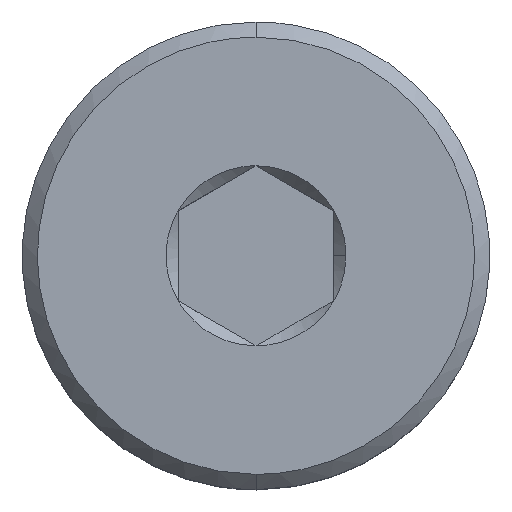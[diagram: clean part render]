
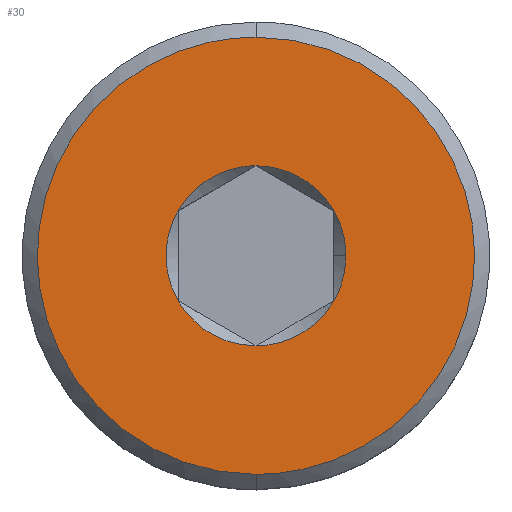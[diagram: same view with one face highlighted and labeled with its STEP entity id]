
A CAD part, top view. The second image highlights one B-rep face of the part: STEP entity #30.
In plain terms, the highlighted planar face has unit normal (0, 0, 1).
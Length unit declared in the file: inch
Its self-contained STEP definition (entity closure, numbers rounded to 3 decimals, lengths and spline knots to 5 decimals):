
#15=FACE_BOUND('',#103,.T.);
#30=ADVANCED_FACE('',(#66,#15),#454,.T.);
#66=FACE_OUTER_BOUND('',#102,.T.);
#102=EDGE_LOOP('',(#176,#177));
#103=EDGE_LOOP('',(#178,#179,#180,#181,#182,#183,#184));
#176=ORIENTED_EDGE('',*,*,#284,.F.);
#177=ORIENTED_EDGE('',*,*,#308,.F.);
#178=ORIENTED_EDGE('',*,*,#314,.T.);
#179=ORIENTED_EDGE('',*,*,#313,.T.);
#180=ORIENTED_EDGE('',*,*,#312,.T.);
#181=ORIENTED_EDGE('',*,*,#311,.T.);
#182=ORIENTED_EDGE('',*,*,#310,.T.);
#183=ORIENTED_EDGE('',*,*,#283,.T.);
#184=ORIENTED_EDGE('',*,*,#315,.T.);
#283=EDGE_CURVE('',#423,#424,#381,.T.);
#284=EDGE_CURVE('',#425,#426,#382,.T.);
#308=EDGE_CURVE('',#426,#425,#398,.T.);
#310=EDGE_CURVE('',#441,#423,#400,.T.);
#311=EDGE_CURVE('',#440,#441,#401,.T.);
#312=EDGE_CURVE('',#439,#440,#402,.T.);
#313=EDGE_CURVE('',#438,#439,#403,.T.);
#314=EDGE_CURVE('',#437,#438,#404,.T.);
#315=EDGE_CURVE('',#424,#437,#405,.T.);
#381=(
BOUNDED_CURVE()
B_SPLINE_CURVE(2,(#1141,#1142,#1143),.UNSPECIFIED.,.F.,.F.)
B_SPLINE_CURVE_WITH_KNOTS((3,3),(-0.03779,0.),.UNSPECIFIED.)
CURVE()
GEOMETRIC_REPRESENTATION_ITEM()
RATIONAL_B_SPLINE_CURVE((1.,0.966,1.))
REPRESENTATION_ITEM('')
);
#382=(
BOUNDED_CURVE()
B_SPLINE_CURVE(2,(#1144,#1145,#1146,#1147,#1148),.UNSPECIFIED.,.F.,.F.)
B_SPLINE_CURVE_WITH_KNOTS((3,2,3),(-0.55076,-0.27538,
0.),.UNSPECIFIED.)
CURVE()
GEOMETRIC_REPRESENTATION_ITEM()
RATIONAL_B_SPLINE_CURVE((1.,0.707,1.,0.707,1.))
REPRESENTATION_ITEM('')
);
#398=(
BOUNDED_CURVE()
B_SPLINE_CURVE(2,(#1236,#1237,#1238,#1239,#1240),.UNSPECIFIED.,.F.,.F.)
B_SPLINE_CURVE_WITH_KNOTS((3,2,3),(-0.55076,-0.27538,
0.),.UNSPECIFIED.)
CURVE()
GEOMETRIC_REPRESENTATION_ITEM()
RATIONAL_B_SPLINE_CURVE((1.,0.707,1.,0.707,1.))
REPRESENTATION_ITEM('')
);
#400=(
BOUNDED_CURVE()
B_SPLINE_CURVE(2,(#1246,#1247,#1248),.UNSPECIFIED.,.F.,.F.)
B_SPLINE_CURVE_WITH_KNOTS((3,3),(-0.07557,0.),.UNSPECIFIED.)
CURVE()
GEOMETRIC_REPRESENTATION_ITEM()
RATIONAL_B_SPLINE_CURVE((1.,0.866,1.))
REPRESENTATION_ITEM('')
);
#401=(
BOUNDED_CURVE()
B_SPLINE_CURVE(2,(#1249,#1250,#1251),.UNSPECIFIED.,.F.,.F.)
B_SPLINE_CURVE_WITH_KNOTS((3,3),(-0.07557,0.),.UNSPECIFIED.)
CURVE()
GEOMETRIC_REPRESENTATION_ITEM()
RATIONAL_B_SPLINE_CURVE((1.,0.866,1.))
REPRESENTATION_ITEM('')
);
#402=(
BOUNDED_CURVE()
B_SPLINE_CURVE(2,(#1252,#1253,#1254),.UNSPECIFIED.,.F.,.F.)
B_SPLINE_CURVE_WITH_KNOTS((3,3),(-0.07557,0.),.UNSPECIFIED.)
CURVE()
GEOMETRIC_REPRESENTATION_ITEM()
RATIONAL_B_SPLINE_CURVE((1.,0.866,1.))
REPRESENTATION_ITEM('')
);
#403=(
BOUNDED_CURVE()
B_SPLINE_CURVE(2,(#1255,#1256,#1257),.UNSPECIFIED.,.F.,.F.)
B_SPLINE_CURVE_WITH_KNOTS((3,3),(-0.07557,0.),.UNSPECIFIED.)
CURVE()
GEOMETRIC_REPRESENTATION_ITEM()
RATIONAL_B_SPLINE_CURVE((1.,0.866,1.))
REPRESENTATION_ITEM('')
);
#404=(
BOUNDED_CURVE()
B_SPLINE_CURVE(2,(#1258,#1259,#1260),.UNSPECIFIED.,.F.,.F.)
B_SPLINE_CURVE_WITH_KNOTS((3,3),(-0.07557,0.),.UNSPECIFIED.)
CURVE()
GEOMETRIC_REPRESENTATION_ITEM()
RATIONAL_B_SPLINE_CURVE((1.,0.866,1.))
REPRESENTATION_ITEM('')
);
#405=(
BOUNDED_CURVE()
B_SPLINE_CURVE(2,(#1261,#1262,#1263),.UNSPECIFIED.,.F.,.F.)
B_SPLINE_CURVE_WITH_KNOTS((3,3),(-0.03779,0.),.UNSPECIFIED.)
CURVE()
GEOMETRIC_REPRESENTATION_ITEM()
RATIONAL_B_SPLINE_CURVE((1.,0.966,1.))
REPRESENTATION_ITEM('')
);
#423=VERTEX_POINT('',#1073);
#424=VERTEX_POINT('',#1074);
#425=VERTEX_POINT('',#1075);
#426=VERTEX_POINT('',#1076);
#437=VERTEX_POINT('',#1087);
#438=VERTEX_POINT('',#1088);
#439=VERTEX_POINT('',#1089);
#440=VERTEX_POINT('',#1090);
#441=VERTEX_POINT('',#1091);
#454=PLANE('',#513);
#513=AXIS2_PLACEMENT_3D('',#762,#527,$);
#527=DIRECTION('',(0.,0.,1.));
#762=CARTESIAN_POINT('',(-0.81158,0.81158,0.));
#1073=CARTESIAN_POINT('',(0.0625,0.03608,0.));
#1074=CARTESIAN_POINT('',(0.07217,0.,0.));
#1075=CARTESIAN_POINT('',(0.,0.17531,0.));
#1076=CARTESIAN_POINT('',(0.,-0.17531,0.));
#1087=CARTESIAN_POINT('',(0.0625,-0.03608,0.));
#1088=CARTESIAN_POINT('',(0.,-0.07217,0.));
#1089=CARTESIAN_POINT('',(-0.0625,-0.03608,0.));
#1090=CARTESIAN_POINT('',(-0.0625,0.03608,0.));
#1091=CARTESIAN_POINT('',(0.,0.07217,0.));
#1141=CARTESIAN_POINT('',(0.0625,0.03608,0.));
#1142=CARTESIAN_POINT('',(0.07217,0.01934,0.));
#1143=CARTESIAN_POINT('',(0.07217,0.,0.));
#1144=CARTESIAN_POINT('',(0.,0.17531,0.));
#1145=CARTESIAN_POINT('',(0.17531,0.17531,0.));
#1146=CARTESIAN_POINT('',(0.17531,0.,0.));
#1147=CARTESIAN_POINT('',(0.17531,-0.17531,0.));
#1148=CARTESIAN_POINT('',(0.,-0.17531,0.));
#1236=CARTESIAN_POINT('',(0.,-0.17531,0.));
#1237=CARTESIAN_POINT('',(-0.17531,-0.17531,0.));
#1238=CARTESIAN_POINT('',(-0.17531,0.,0.));
#1239=CARTESIAN_POINT('',(-0.17531,0.17531,0.));
#1240=CARTESIAN_POINT('',(0.,0.17531,0.));
#1246=CARTESIAN_POINT('',(0.,0.07217,0.));
#1247=CARTESIAN_POINT('',(0.04167,0.07217,0.));
#1248=CARTESIAN_POINT('',(0.0625,0.03608,0.));
#1249=CARTESIAN_POINT('',(-0.0625,0.03608,0.));
#1250=CARTESIAN_POINT('',(-0.04167,0.07217,0.));
#1251=CARTESIAN_POINT('',(0.,0.07217,0.));
#1252=CARTESIAN_POINT('',(-0.0625,-0.03608,0.));
#1253=CARTESIAN_POINT('',(-0.08333,0.,0.));
#1254=CARTESIAN_POINT('',(-0.0625,0.03608,0.));
#1255=CARTESIAN_POINT('',(0.,-0.07217,0.));
#1256=CARTESIAN_POINT('',(-0.04167,-0.07217,0.));
#1257=CARTESIAN_POINT('',(-0.0625,-0.03608,0.));
#1258=CARTESIAN_POINT('',(0.0625,-0.03608,0.));
#1259=CARTESIAN_POINT('',(0.04167,-0.07217,0.));
#1260=CARTESIAN_POINT('',(0.,-0.07217,0.));
#1261=CARTESIAN_POINT('',(0.07217,0.,0.));
#1262=CARTESIAN_POINT('',(0.07217,-0.01934,0.));
#1263=CARTESIAN_POINT('',(0.0625,-0.03608,0.));
